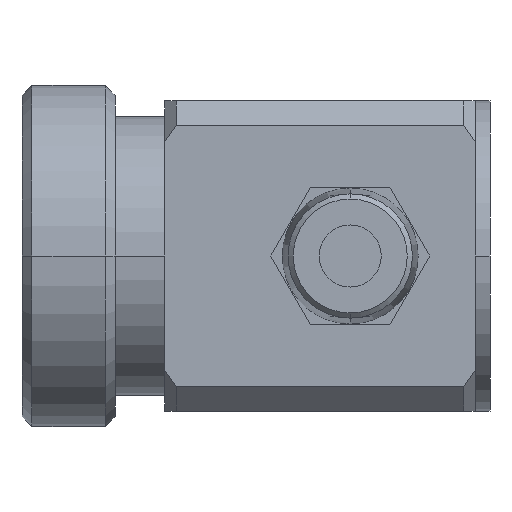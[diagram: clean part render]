
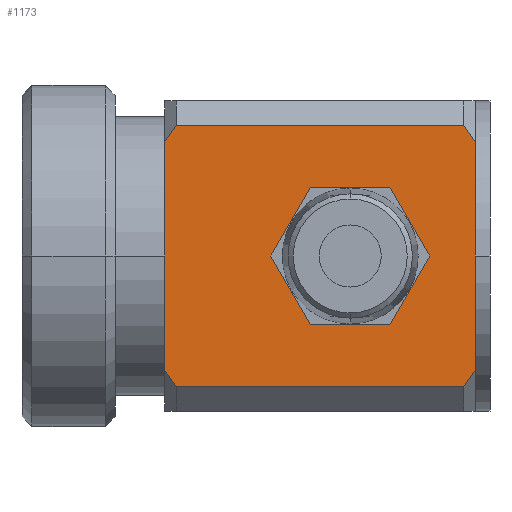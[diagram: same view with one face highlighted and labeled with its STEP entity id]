
A CAD part, left-side view. The second image highlights one B-rep face of the part: STEP entity #1173.
In plain terms, the highlighted planar face has unit normal (-1, 0, 0).
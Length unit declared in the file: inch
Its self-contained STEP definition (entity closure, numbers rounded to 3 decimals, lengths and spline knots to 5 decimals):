
#39=DIRECTION('',(0.,0.,1.));
#40=VECTOR('',#39,0.45995);
#41=CARTESIAN_POINT('',(-0.625,0.,-0.45995));
#42=LINE('',#41,#40);
#65=DIRECTION('',(0.,0.,1.));
#66=VECTOR('',#65,0.45995);
#67=CARTESIAN_POINT('',(-0.625,0.,0.));
#68=LINE('',#67,#66);
#101=DIRECTION('',(0.,1.,0.));
#102=VECTOR('',#101,0.32);
#103=CARTESIAN_POINT('',(-0.625,0.343,0.27713));
#104=LINE('',#103,#102);
#105=DIRECTION('',(0.,0.5,-0.866));
#106=VECTOR('',#105,0.32);
#107=CARTESIAN_POINT('',(-0.625,0.663,0.27713));
#108=LINE('',#107,#106);
#109=DIRECTION('',(0.,-0.5,-0.866));
#110=VECTOR('',#109,0.32);
#111=CARTESIAN_POINT('',(-0.625,0.823,0.));
#112=LINE('',#111,#110);
#113=DIRECTION('',(0.,-1.,0.));
#114=VECTOR('',#113,0.32);
#115=CARTESIAN_POINT('',(-0.625,0.663,-0.27713));
#116=LINE('',#115,#114);
#117=DIRECTION('',(0.,-0.5,0.866));
#118=VECTOR('',#117,0.32);
#119=CARTESIAN_POINT('',(-0.625,0.343,-0.27713));
#120=LINE('',#119,#118);
#121=DIRECTION('',(0.,0.5,0.866));
#122=VECTOR('',#121,0.32);
#123=CARTESIAN_POINT('',(-0.625,0.183,0.));
#124=LINE('',#123,#122);
#125=DIRECTION('',(0.,-0.577,-0.816));
#126=VECTOR('',#125,0.07967);
#127=CARTESIAN_POINT('',(-0.625,1.25,-0.45995));
#128=LINE('',#127,#126);
#129=DIRECTION('',(0.,0.577,-0.816));
#130=VECTOR('',#129,0.07967);
#131=CARTESIAN_POINT('',(-0.625,1.204,0.525));
#132=LINE('',#131,#130);
#133=DIRECTION('',(0.,-1.,0.));
#134=VECTOR('',#133,1.158);
#135=CARTESIAN_POINT('',(-0.625,1.204,0.525));
#136=LINE('',#135,#134);
#137=DIRECTION('',(0.,0.577,0.816));
#138=VECTOR('',#137,0.07967);
#139=CARTESIAN_POINT('',(-0.625,0.,0.45995));
#140=LINE('',#139,#138);
#141=DIRECTION('',(0.,-0.577,0.816));
#142=VECTOR('',#141,0.07967);
#143=CARTESIAN_POINT('',(-0.625,0.046,-0.525));
#144=LINE('',#143,#142);
#145=DIRECTION('',(0.,-1.,0.));
#146=VECTOR('',#145,1.158);
#147=CARTESIAN_POINT('',(-0.625,1.204,-0.525));
#148=LINE('',#147,#146);
#651=DIRECTION('',(0.,0.,1.));
#652=VECTOR('',#651,0.91989);
#653=CARTESIAN_POINT('',(-0.625,1.25,-0.45995));
#654=LINE('',#653,#652);
#825=CARTESIAN_POINT('',(-0.625,0.343,0.27713));
#826=CARTESIAN_POINT('',(-0.625,0.663,0.27713));
#827=VERTEX_POINT('',#825);
#828=VERTEX_POINT('',#826);
#829=CARTESIAN_POINT('',(-0.625,0.823,0.));
#830=VERTEX_POINT('',#829);
#831=CARTESIAN_POINT('',(-0.625,0.663,-0.27713));
#832=VERTEX_POINT('',#831);
#833=CARTESIAN_POINT('',(-0.625,0.343,-0.27713));
#834=VERTEX_POINT('',#833);
#835=CARTESIAN_POINT('',(-0.625,0.183,0.));
#836=VERTEX_POINT('',#835);
#841=CARTESIAN_POINT('',(-0.625,0.,0.));
#843=VERTEX_POINT('',#841);
#857=CARTESIAN_POINT('',(-0.625,1.25,-0.45995));
#858=CARTESIAN_POINT('',(-0.625,1.204,-0.525));
#859=VERTEX_POINT('',#857);
#860=VERTEX_POINT('',#858);
#869=CARTESIAN_POINT('',(-0.625,1.204,0.525));
#870=VERTEX_POINT('',#869);
#871=CARTESIAN_POINT('',(-0.625,1.25,0.45995));
#872=VERTEX_POINT('',#871);
#901=CARTESIAN_POINT('',(-0.625,0.046,-0.525));
#902=VERTEX_POINT('',#901);
#903=CARTESIAN_POINT('',(-0.625,0.,-0.45995));
#904=VERTEX_POINT('',#903);
#905=CARTESIAN_POINT('',(-0.625,0.,0.45995));
#906=CARTESIAN_POINT('',(-0.625,0.046,0.525));
#907=VERTEX_POINT('',#905);
#908=VERTEX_POINT('',#906);
#1139=CARTESIAN_POINT('',(-0.625,0.,-0.625));
#1140=DIRECTION('',(-1.,0.,0.));
#1141=DIRECTION('',(0.,0.,1.));
#1142=AXIS2_PLACEMENT_3D('',#1139,#1140,#1141);
#1143=PLANE('',#1142);
#1145=ORIENTED_EDGE('',*,*,#1144,.F.);
#1147=ORIENTED_EDGE('',*,*,#1146,.T.);
#1148=ORIENTED_EDGE('',*,*,#1105,.F.);
#1149=ORIENTED_EDGE('',*,*,#1121,.T.);
#1150=ORIENTED_EDGE('',*,*,#1131,.F.);
#1151=ORIENTED_EDGE('',*,*,#1054,.F.);
#1152=ORIENTED_EDGE('',*,*,#1034,.F.);
#1154=ORIENTED_EDGE('',*,*,#1153,.F.);
#1156=ORIENTED_EDGE('',*,*,#1155,.F.);
#1157=EDGE_LOOP('',(#1145,#1147,#1148,#1149,#1150,#1151,#1152,#1154,#1156));
#1158=FACE_OUTER_BOUND('',#1157,.F.);
#1160=ORIENTED_EDGE('',*,*,#1159,.T.);
#1162=ORIENTED_EDGE('',*,*,#1161,.T.);
#1164=ORIENTED_EDGE('',*,*,#1163,.T.);
#1166=ORIENTED_EDGE('',*,*,#1165,.T.);
#1168=ORIENTED_EDGE('',*,*,#1167,.T.);
#1170=ORIENTED_EDGE('',*,*,#1169,.T.);
#1171=EDGE_LOOP('',(#1160,#1162,#1164,#1166,#1168,#1170));
#1172=FACE_BOUND('',#1171,.F.);
#1173=ADVANCED_FACE('',(#1158,#1172),#1143,.T.);
#1034=EDGE_CURVE('',#904,#843,#42,.T.);
#1054=EDGE_CURVE('',#843,#907,#68,.T.);
#1105=EDGE_CURVE('',#870,#872,#132,.T.);
#1121=EDGE_CURVE('',#870,#908,#136,.T.);
#1131=EDGE_CURVE('',#907,#908,#140,.T.);
#1144=EDGE_CURVE('',#859,#860,#128,.T.);
#1146=EDGE_CURVE('',#859,#872,#654,.T.);
#1153=EDGE_CURVE('',#902,#904,#144,.T.);
#1155=EDGE_CURVE('',#860,#902,#148,.T.);
#1159=EDGE_CURVE('',#827,#828,#104,.T.);
#1161=EDGE_CURVE('',#828,#830,#108,.T.);
#1163=EDGE_CURVE('',#830,#832,#112,.T.);
#1165=EDGE_CURVE('',#832,#834,#116,.T.);
#1167=EDGE_CURVE('',#834,#836,#120,.T.);
#1169=EDGE_CURVE('',#836,#827,#124,.T.);
